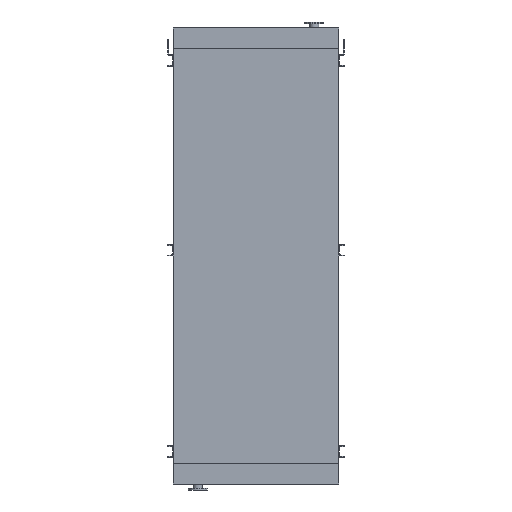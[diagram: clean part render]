
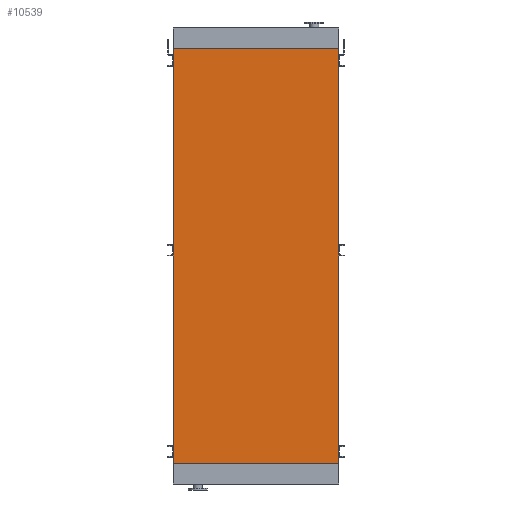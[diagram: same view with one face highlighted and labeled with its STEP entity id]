
A CAD part, front view. The second image highlights one B-rep face of the part: STEP entity #10539.
In plain terms, the highlighted planar face has unit normal (0, -1, 0).
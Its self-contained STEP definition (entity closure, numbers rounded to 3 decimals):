
#37 = DIRECTION ( 'NONE',  ( 0., -1., 0. ) ) ;
#479 = VECTOR ( 'NONE', #19971, 1000. ) ;
#518 = LINE ( 'NONE', #10503, #8414 ) ;
#1248 = LINE ( 'NONE', #17169, #17524 ) ;
#1263 = EDGE_CURVE ( 'NONE', #14820, #7861, #16749, .T. ) ;
#2506 = CARTESIAN_POINT ( 'NONE',  ( -965., 0., -4850. ) ) ;
#5109 = CARTESIAN_POINT ( 'NONE',  ( -965., 0., 0. ) ) ;
#5199 = CARTESIAN_POINT ( 'NONE',  ( -965., 0., -4850. ) ) ;
#6157 = VERTEX_POINT ( 'NONE', #14738 ) ;
#7861 = VERTEX_POINT ( 'NONE', #18135 ) ;
#7982 = EDGE_CURVE ( 'NONE', #6157, #7861, #518, .T. ) ;
#8153 = EDGE_CURVE ( 'NONE', #18307, #6157, #1248, .T. ) ;
#8414 = VECTOR ( 'NONE', #8902, 1000. ) ;
#8836 = VECTOR ( 'NONE', #14655, 1000. ) ;
#8902 = DIRECTION ( 'NONE',  ( 0., 0., 1. ) ) ;
#9472 = CARTESIAN_POINT ( 'NONE',  ( -965., 0., -4850. ) ) ;
#9545 = ORIENTED_EDGE ( 'NONE', *, *, #7982, .T. ) ;
#10503 = CARTESIAN_POINT ( 'NONE',  ( 965., 0., -4850. ) ) ;
#10539 = ADVANCED_FACE ( 'NONE', ( #16202 ), #18900, .T. ) ;
#11081 = DIRECTION ( 'NONE',  ( 0., 0., -1. ) ) ;
#11176 = ORIENTED_EDGE ( 'NONE', *, *, #20266, .F. ) ;
#11595 = EDGE_LOOP ( 'NONE', ( #13724, #11176, #18000, #9545 ) ) ;
#13724 = ORIENTED_EDGE ( 'NONE', *, *, #1263, .F. ) ;
#14115 = DIRECTION ( 'NONE',  ( 1., 0., 0. ) ) ;
#14655 = DIRECTION ( 'NONE',  ( 0., 0., 1. ) ) ;
#14738 = CARTESIAN_POINT ( 'NONE',  ( 965., 0., -4850. ) ) ;
#14820 = VERTEX_POINT ( 'NONE', #5109 ) ;
#15089 = AXIS2_PLACEMENT_3D ( 'NONE', #9472, #37, #11081 ) ;
#16202 = FACE_OUTER_BOUND ( 'NONE', #11595, .T. ) ;
#16749 = LINE ( 'NONE', #18376, #479 ) ;
#17169 = CARTESIAN_POINT ( 'NONE',  ( -965., 0., -4850. ) ) ;
#17227 = LINE ( 'NONE', #5199, #8836 ) ;
#17524 = VECTOR ( 'NONE', #14115, 1000. ) ;
#18000 = ORIENTED_EDGE ( 'NONE', *, *, #8153, .T. ) ;
#18135 = CARTESIAN_POINT ( 'NONE',  ( 965., 0., 0. ) ) ;
#18307 = VERTEX_POINT ( 'NONE', #2506 ) ;
#18376 = CARTESIAN_POINT ( 'NONE',  ( -965., 0., 0. ) ) ;
#18900 = PLANE ( 'NONE',  #15089 ) ;
#19971 = DIRECTION ( 'NONE',  ( 1., 0., 0. ) ) ;
#20266 = EDGE_CURVE ( 'NONE', #18307, #14820, #17227, .T. ) ;
